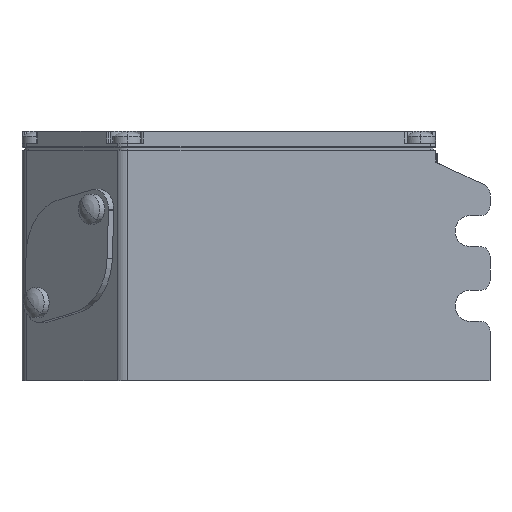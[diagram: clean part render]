
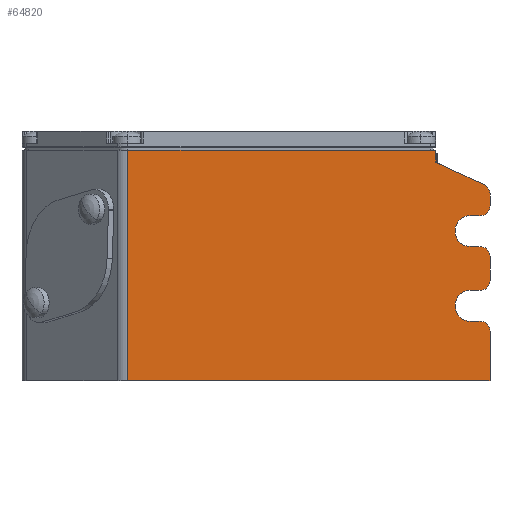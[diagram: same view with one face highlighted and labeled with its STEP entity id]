
A CAD part, left-side view. The second image highlights one B-rep face of the part: STEP entity #64820.
In plain terms, the highlighted planar face has unit normal (-1, 0, 0).
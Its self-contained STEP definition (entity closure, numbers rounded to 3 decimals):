
#2410=CARTESIAN_POINT('',(0.,86.937,-10.1));
#2420=VERTEX_POINT('',#2410);
#2450=CARTESIAN_POINT('',(0.,89.937,-10.1));
#2460=DIRECTION('',(-1.,0.,0.));
#2470=DIRECTION('',(0.,1.,0.));
#2480=AXIS2_PLACEMENT_3D('',#2450,#2460,#2470);
#2490=CIRCLE('',#2480,3.);
#2500=CARTESIAN_POINT('',(0.,89.937,-13.1));
#2510=VERTEX_POINT('',#2500);
#2520=EDGE_CURVE('',#2510,#2420,#2490,.T.);
#7060=CARTESIAN_POINT('',(0.,21.243,5.));
#7070=VERTEX_POINT('',#7060);
#7100=CARTESIAN_POINT('',(0.,0.,5.));
#7110=DIRECTION('',(0.,1.,0.));
#7120=VECTOR('',#7110,1.);
#7130=LINE('',#7100,#7120);
#7140=CARTESIAN_POINT('',(0.,93.937,5.));
#7150=VERTEX_POINT('',#7140);
#7160=EDGE_CURVE('',#7070,#7150,#7130,.T.);
#12740=CARTESIAN_POINT('',(0.,91.937,-21.9));
#12750=VERTEX_POINT('',#12740);
#12780=CARTESIAN_POINT('',(0.,0.,-21.9));
#12790=DIRECTION('',(0.,-1.,0.));
#12800=VECTOR('',#12790,1.);
#12810=LINE('',#12780,#12800);
#12820=CARTESIAN_POINT('',(0.,89.937,-21.9));
#12830=VERTEX_POINT('',#12820);
#12840=EDGE_CURVE('',#12750,#12830,#12810,.T.);
#13070=CARTESIAN_POINT('',(0.,91.937,
-32.475));
#13080=DIRECTION('',(-1.,0.,0.));
#13090=DIRECTION('',(0.,0.,1.));
#13100=AXIS2_PLACEMENT_3D('',#13070,#13080,#13090);
#13110=CIRCLE('',#13100,2.);
#13120=CARTESIAN_POINT('',(0.,93.937,
-32.475));
#13130=VERTEX_POINT('',#13120);
#13140=CARTESIAN_POINT('',(0.,92.782,
-34.287));
#13150=VERTEX_POINT('',#13140);
#13160=EDGE_CURVE('',#13130,#13150,#13110,.T.);
#20790=CARTESIAN_POINT('',(0.,89.937,-6.9));
#20800=VERTEX_POINT('',#20790);
#20830=CARTESIAN_POINT('',(0.,89.937,-9.9));
#20840=DIRECTION('',(-1.,0.,0.));
#20850=DIRECTION('',(0.,1.,0.));
#20860=AXIS2_PLACEMENT_3D('',#20830,#20840,#20850);
#20870=CIRCLE('',#20860,3.);
#20880=CARTESIAN_POINT('',(0.,86.937,-9.9));
#20890=VERTEX_POINT('',#20880);
#20900=EDGE_CURVE('',#20890,#20800,#20870,.T.);
#33600=CARTESIAN_POINT('',(0.,89.937,-25.1));
#33610=DIRECTION('',(1.,0.,0.));
#33620=DIRECTION('',(0.,-1.,0.));
#33630=AXIS2_PLACEMENT_3D('',#33600,#33610,#33620);
#33640=CIRCLE('',#33630,3.);
#33650=CARTESIAN_POINT('',(0.,86.937,-25.1));
#33660=VERTEX_POINT('',#33650);
#33670=CARTESIAN_POINT('',(0.,89.937,-28.1));
#33680=VERTEX_POINT('',#33670);
#33690=EDGE_CURVE('',#33660,#33680,#33640,.T.);
#50860=CARTESIAN_POINT('',(0.,83.,-41.2))
;
#50870=VERTEX_POINT('',#50860);
#50900=CARTESIAN_POINT('',(0.,0.,-41.2));
#50910=DIRECTION('',(0.,-1.,0.));
#50920=VECTOR('',#50910,1.);
#50930=LINE('',#50900,#50920);
#50940=CARTESIAN_POINT('',(0.,21.243,-41.2))
;
#50950=VERTEX_POINT('',#50940);
#50960=EDGE_CURVE('',#50870,#50950,#50930,.T.);
#55870=CARTESIAN_POINT('',(0.,93.937,0.));
#55880=DIRECTION('',(0.,0.,-1.));
#55890=VECTOR('',#55880,1.);
#55900=LINE('',#55870,#55890);
#55910=CARTESIAN_POINT('',(0.,93.937,-4.9));
#55920=VERTEX_POINT('',#55910);
#55930=EDGE_CURVE('',#7150,#55920,#55900,.T.);
#63560=CARTESIAN_POINT('',(0.,91.508,0.5));
#63570=DIRECTION('',(-1.,0.,0.));
#63580=DIRECTION('',(0.,-1.,0.));
#63590=AXIS2_PLACEMENT_3D('',#63560,#63570,#63580);
#63600=PLANE('',#63590);
#63610=ORIENTED_EDGE('',*,*,#50960,.T.);
#63620=CARTESIAN_POINT('',(0.,83.,0.));
#63630=DIRECTION('',(0.,0.,-1.));
#63640=VECTOR('',#63630,1.);
#63650=LINE('',#63620,#63640);
#63660=CARTESIAN_POINT('',(0.,83.,
-38.849));
#63670=VERTEX_POINT('',#63660);
#63680=EDGE_CURVE('',#63670,#50870,#63650,.T.);
#63690=ORIENTED_EDGE('',*,*,#63680,.T.);
#63700=CARTESIAN_POINT('',(0.,0.,-77.553));
#63710=DIRECTION('',(0.,0.906,0.423));
#63720=VECTOR('',#63710,1.);
#63730=LINE('',#63700,#63720);
#63740=EDGE_CURVE('',#63670,#13150,#63730,.T.);
#63750=ORIENTED_EDGE('',*,*,#63740,.F.);
#63760=ORIENTED_EDGE('',*,*,#13160,.T.);
#63770=CARTESIAN_POINT('',(0.,93.937,0.));
#63780=DIRECTION('',(0.,0.,-1.));
#63790=VECTOR('',#63780,1.);
#63800=LINE('',#63770,#63790);
#63810=CARTESIAN_POINT('',(0.,93.937,-30.1));
#63820=VERTEX_POINT('',#63810);
#63830=EDGE_CURVE('',#63820,#13130,#63800,.T.);
#63840=ORIENTED_EDGE('',*,*,#63830,.T.);
#63850=CARTESIAN_POINT('',(0.,91.937,-30.1));
#63860=DIRECTION('',(-1.,0.,0.));
#63870=DIRECTION('',(0.,1.,0.));
#63880=AXIS2_PLACEMENT_3D('',#63850,#63860,#63870);
#63890=CIRCLE('',#63880,2.);
#63900=CARTESIAN_POINT('',(0.,91.937,-28.1));
#63910=VERTEX_POINT('',#63900);
#63920=EDGE_CURVE('',#63910,#63820,#63890,.T.);
#63930=ORIENTED_EDGE('',*,*,#63920,.T.);
#63940=CARTESIAN_POINT('',(0.,0.,-28.1));
#63950=DIRECTION('',(0.,1.,0.));
#63960=VECTOR('',#63950,1.);
#63970=LINE('',#63940,#63960);
#63980=EDGE_CURVE('',#33680,#63910,#63970,.T.);
#63990=ORIENTED_EDGE('',*,*,#63980,.T.);
#64000=ORIENTED_EDGE('',*,*,#33690,.T.);
#64010=CARTESIAN_POINT('',(0.,86.937,0.));
#64020=DIRECTION('',(0.,0.,-1.));
#64030=VECTOR('',#64020,1.);
#64040=LINE('',#64010,#64030);
#64050=CARTESIAN_POINT('',(0.,86.937,-24.9));
#64060=VERTEX_POINT('',#64050);
#64070=EDGE_CURVE('',#64060,#33660,#64040,.T.);
#64080=ORIENTED_EDGE('',*,*,#64070,.T.);
#64090=CARTESIAN_POINT('',(0.,89.937,-24.9));
#64100=DIRECTION('',(1.,0.,0.));
#64110=DIRECTION('',(0.,-1.,0.));
#64120=AXIS2_PLACEMENT_3D('',#64090,#64100,#64110);
#64130=CIRCLE('',#64120,3.);
#64140=EDGE_CURVE('',#12830,#64060,#64130,.T.);
#64150=ORIENTED_EDGE('',*,*,#64140,.T.);
#64160=ORIENTED_EDGE('',*,*,#12840,.T.);
#64170=CARTESIAN_POINT('',(0.,91.937,-19.9));
#64180=DIRECTION('',(-1.,0.,0.));
#64190=DIRECTION('',(0.,1.,0.));
#64200=AXIS2_PLACEMENT_3D('',#64170,#64180,#64190);
#64210=CIRCLE('',#64200,2.);
#64220=CARTESIAN_POINT('',(0.,93.937,-19.9));
#64230=VERTEX_POINT('',#64220);
#64240=EDGE_CURVE('',#64230,#12750,#64210,.T.);
#64250=ORIENTED_EDGE('',*,*,#64240,.T.);
#64260=CARTESIAN_POINT('',(0.,93.937,0.));
#64270=DIRECTION('',(0.,0.,-1.));
#64280=VECTOR('',#64270,1.);
#64290=LINE('',#64260,#64280);
#64300=CARTESIAN_POINT('',(0.,93.937,-15.1));
#64310=VERTEX_POINT('',#64300);
#64320=EDGE_CURVE('',#64310,#64230,#64290,.T.);
#64330=ORIENTED_EDGE('',*,*,#64320,.T.);
#64340=CARTESIAN_POINT('',(0.,91.937,-15.1));
#64350=DIRECTION('',(-1.,0.,0.));
#64360=DIRECTION('',(0.,1.,0.));
#64370=AXIS2_PLACEMENT_3D('',#64340,#64350,#64360);
#64380=CIRCLE('',#64370,2.);
#64390=CARTESIAN_POINT('',(0.,91.937,-13.1));
#64400=VERTEX_POINT('',#64390);
#64410=EDGE_CURVE('',#64400,#64310,#64380,.T.);
#64420=ORIENTED_EDGE('',*,*,#64410,.T.);
#64430=CARTESIAN_POINT('',(0.,0.,-13.1));
#64440=DIRECTION('',(0.,-1.,0.));
#64450=VECTOR('',#64440,1.);
#64460=LINE('',#64430,#64450);
#64470=EDGE_CURVE('',#64400,#2510,#64460,.T.);
#64480=ORIENTED_EDGE('',*,*,#64470,.F.);
#64490=ORIENTED_EDGE('',*,*,#2520,.F.);
#64500=CARTESIAN_POINT('',(0.,86.937,0.));
#64510=DIRECTION('',(0.,0.,1.));
#64520=VECTOR('',#64510,1.);
#64530=LINE('',#64500,#64520);
#64540=EDGE_CURVE('',#2420,#20890,#64530,.T.);
#64550=ORIENTED_EDGE('',*,*,#64540,.F.);
#64560=ORIENTED_EDGE('',*,*,#20900,.F.);
#64570=CARTESIAN_POINT('',(0.,0.,-6.9));
#64580=DIRECTION('',(0.,1.,0.));
#64590=VECTOR('',#64580,1.);
#64600=LINE('',#64570,#64590);
#64610=CARTESIAN_POINT('',(0.,91.937,-6.9));
#64620=VERTEX_POINT('',#64610);
#64630=EDGE_CURVE('',#20800,#64620,#64600,.T.);
#64640=ORIENTED_EDGE('',*,*,#64630,.F.);
#64650=CARTESIAN_POINT('',(0.,91.937,-4.9));
#64660=DIRECTION('',(-1.,0.,0.));
#64670=DIRECTION('',(0.,1.,0.));
#64680=AXIS2_PLACEMENT_3D('',#64650,#64660,#64670);
#64690=CIRCLE('',#64680,2.);
#64700=EDGE_CURVE('',#55920,#64620,#64690,.T.);
#64710=ORIENTED_EDGE('',*,*,#64700,.T.);
#64720=ORIENTED_EDGE('',*,*,#55930,.T.);
#64730=ORIENTED_EDGE('',*,*,#7160,.T.);
#64740=CARTESIAN_POINT('',(0.,21.243,0.));
#64750=DIRECTION('',(0.,0.,-1.));
#64760=VECTOR('',#64750,1.);
#64770=LINE('',#64740,#64760);
#64780=EDGE_CURVE('',#7070,#50950,#64770,.T.);
#64790=ORIENTED_EDGE('',*,*,#64780,.F.);
#64800=EDGE_LOOP('',(#64790,#64730,#64720,#64710,#64640,#64560,#64550,
#64490,#64480,#64420,#64330,#64250,#64160,#64150,#64080,#64000,#63990,
#63930,#63840,#63760,#63750,#63690,#63610));
#64810=FACE_OUTER_BOUND('',#64800,.T.);
#64820=ADVANCED_FACE('',(#64810),#63600,.T.);
